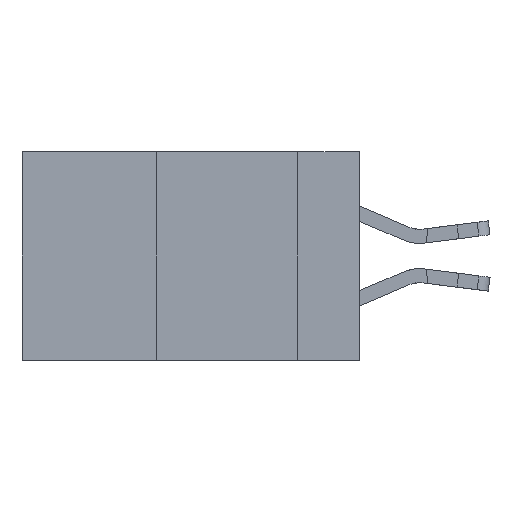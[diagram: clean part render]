
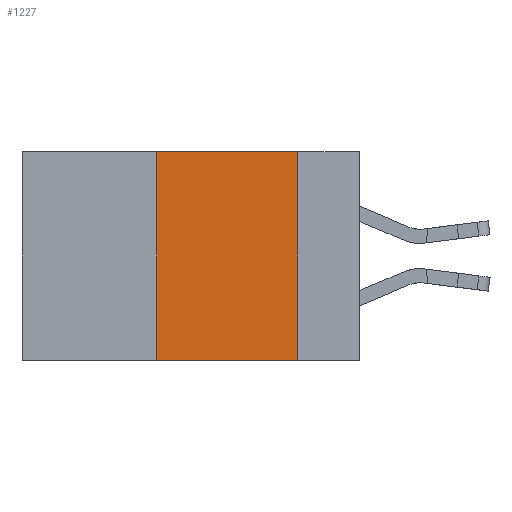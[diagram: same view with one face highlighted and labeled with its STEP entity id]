
A CAD part, left-side view. The second image highlights one B-rep face of the part: STEP entity #1227.
In plain terms, the highlighted planar face has unit normal (-1, 0, 0).
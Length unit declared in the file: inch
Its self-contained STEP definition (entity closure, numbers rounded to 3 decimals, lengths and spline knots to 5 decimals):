
#211 = CARTESIAN_POINT ( 'NONE',  ( 0., 0.11, -0.37 ) ) ;
#486 = ORIENTED_EDGE ( 'NONE', *, *, #10965, .F. ) ;
#574 = VERTEX_POINT ( 'NONE', #647 ) ;
#647 = CARTESIAN_POINT ( 'NONE',  ( 0., 0.36, -0.37 ) ) ;
#852 = AXIS2_PLACEMENT_3D ( 'NONE', #11720, #11947, #5459 ) ;
#1227 = ADVANCED_FACE ( 'NONE', ( #10438 ), #15363, .F. ) ;
#1766 = EDGE_CURVE ( 'NONE', #574, #8272, #11514, .T. ) ;
#3531 = EDGE_CURVE ( 'NONE', #12794, #8272, #17154, .T. ) ;
#4319 = CARTESIAN_POINT ( 'NONE',  ( 0., 0.6, 0. ) ) ;
#5070 = ORIENTED_EDGE ( 'NONE', *, *, #1766, .T. ) ;
#5459 = DIRECTION ( 'NONE',  ( 0., 0., -1. ) ) ;
#6068 = VECTOR ( 'NONE', #6613, 39.37008 ) ;
#6613 = DIRECTION ( 'NONE',  ( 0., 0., -1. ) ) ;
#8272 = VERTEX_POINT ( 'NONE', #211 ) ;
#8498 = ORIENTED_EDGE ( 'NONE', *, *, #15823, .F. ) ;
#9740 = VERTEX_POINT ( 'NONE', #15863 ) ;
#10438 = FACE_OUTER_BOUND ( 'NONE', #14068, .T. ) ;
#10965 = EDGE_CURVE ( 'NONE', #9740, #12794, #13499, .T. ) ;
#11514 = LINE ( 'NONE', #15248, #11957 ) ;
#11720 = CARTESIAN_POINT ( 'NONE',  ( 0., 0.6, 0. ) ) ;
#11947 = DIRECTION ( 'NONE',  ( 1., 0., 0. ) ) ;
#11957 = VECTOR ( 'NONE', #15228, 39.37008 ) ;
#12794 = VERTEX_POINT ( 'NONE', #16635 ) ;
#13499 = LINE ( 'NONE', #4319, #17066 ) ;
#13919 = LINE ( 'NONE', #14735, #17053 ) ;
#14068 = EDGE_LOOP ( 'NONE', ( #15454, #486, #8498, #5070 ) ) ;
#14306 = DIRECTION ( 'NONE',  ( 0., -1., 0. ) ) ;
#14735 = CARTESIAN_POINT ( 'NONE',  ( 0., 0.36, 0. ) ) ;
#15228 = DIRECTION ( 'NONE',  ( 0., -1., 0. ) ) ;
#15248 = CARTESIAN_POINT ( 'NONE',  ( 0., 0.6, -0.37 ) ) ;
#15363 = PLANE ( 'NONE',  #852 ) ;
#15454 = ORIENTED_EDGE ( 'NONE', *, *, #3531, .F. ) ;
#15823 = EDGE_CURVE ( 'NONE', #574, #9740, #13919, .T. ) ;
#15863 = CARTESIAN_POINT ( 'NONE',  ( 0., 0.36, 0. ) ) ;
#16091 = DIRECTION ( 'NONE',  ( 0., 0., 1. ) ) ;
#16635 = CARTESIAN_POINT ( 'NONE',  ( 0., 0.11, 0. ) ) ;
#17053 = VECTOR ( 'NONE', #16091, 39.37008 ) ;
#17066 = VECTOR ( 'NONE', #14306, 39.37008 ) ;
#17154 = LINE ( 'NONE', #18290, #6068 ) ;
#18290 = CARTESIAN_POINT ( 'NONE',  ( 0., 0.11, 0. ) ) ;
